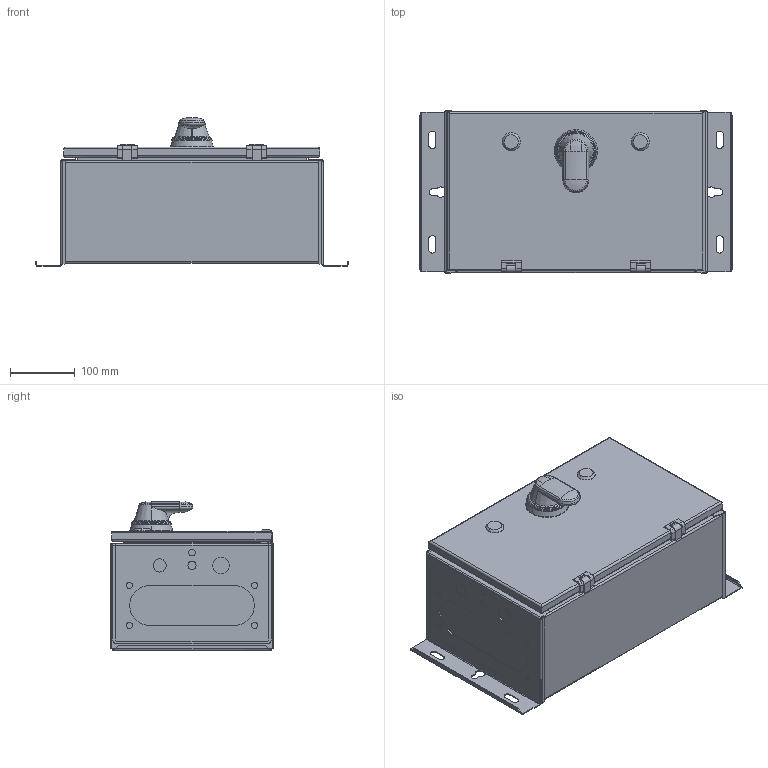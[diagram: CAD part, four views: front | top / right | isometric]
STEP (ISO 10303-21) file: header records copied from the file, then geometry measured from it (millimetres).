
FILE_DESCRIPTION((''),'2;1');
FILE_NAME('OT160EVLCC4BZ_SIMPLIFIED','2017-01-10T',('fijaleh7'),(''),'CREO PARAMETRIC BY PTC INC, 2016050','CREO PARAMETRIC BY PTC INC, 2016050','');
FILE_SCHEMA(('CONFIG_CONTROL_DESIGN'));
Length unit declared in the file: millimetre
Products named in the file (1): OT160EVLCC4BZ_SIMPLIFIED
Bounding box: 483.5 x 253 x 230.45 mm (x, y, z)
Volume: 18136802 mm3; surface area: 655071.2 mm2
Topology: 1 solids, 1 shells, 472 faces, 1254 edges, 786 vertices
Faces by surface type: plane 257, cylinder 158, torus 26, cone 13, bspline 11, sphere 6, extrusion 1
Entity records: 19845 total; most frequent: CARTESIAN_POINT 3989, ORIENTED_EDGE 2496, DIRECTION 2483, EDGE_CURVE 1248, AXIS2_PLACEMENT_3D 829, VECTOR 825, LINE 824, VERTEX_POINT 786
